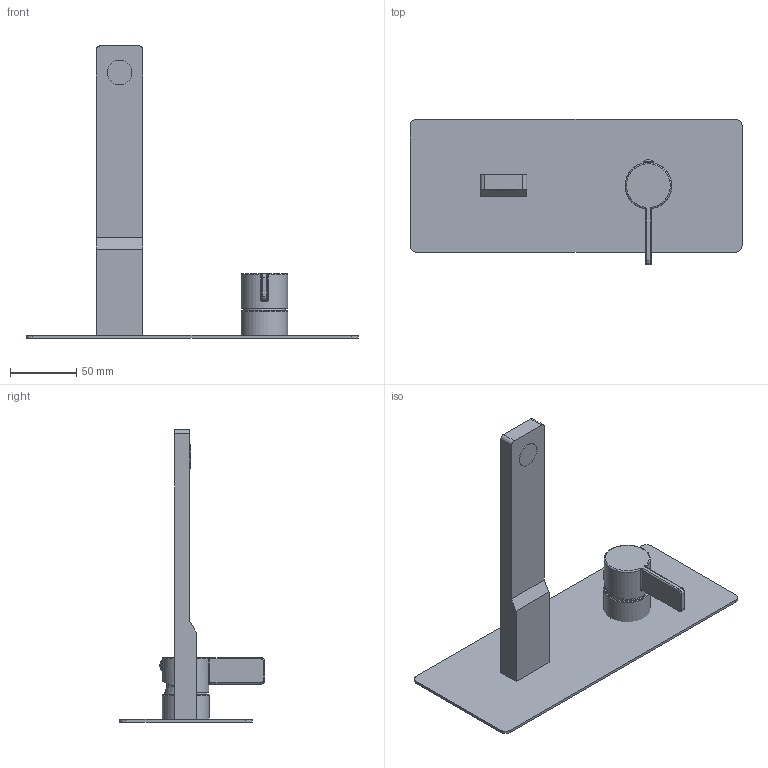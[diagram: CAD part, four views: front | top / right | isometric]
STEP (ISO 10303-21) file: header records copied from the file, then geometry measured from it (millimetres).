
FILE_DESCRIPTION((''),'2;1');
FILE_NAME('RO105CR','2021-01-15T15:01:43',('ut3'),('PAFFONI SpA'),'CREO PARAMETRIC BY PTC INC, 2020044','CREO PARAMETRIC BY PTC INC, 2020044','');
FILE_SCHEMA(('CONFIG_CONTROL_DESIGN','SHAPE_APPEARANCE_LAYERS_GROUPS'));
Length unit declared in the file: millimetre
Products named in the file (1): RO105CR
Bounding box: 250 x 109.53 x 220 mm (x, y, z)
Surface area: 85093.4 mm2 (no closed solid volume)
Topology: 0 solids, 8 shells, 66 faces, 158 edges, 99 vertices
Faces by surface type: plane 24, cylinder 24, torus 8, cone 6, bspline 2, sphere 2
Entity records: 2563 total; most frequent: CARTESIAN_POINT 501, DIRECTION 347, ORIENTED_EDGE 294, EDGE_CURVE 156, AXIS2_PLACEMENT_3D 137, VERTEX_POINT 99, VECTOR 73, LINE 73
